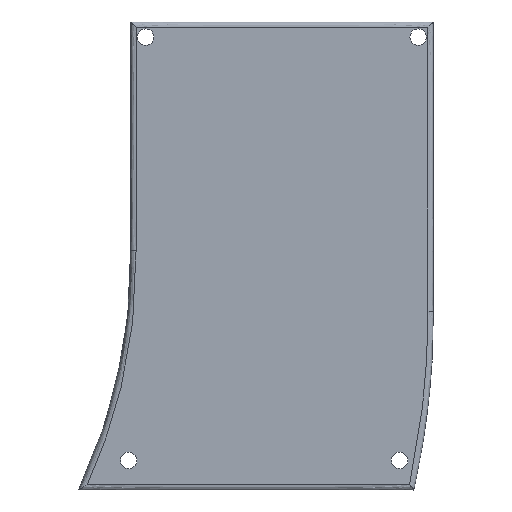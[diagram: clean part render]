
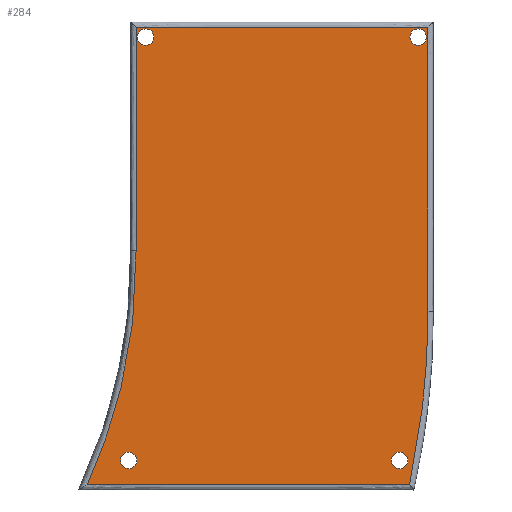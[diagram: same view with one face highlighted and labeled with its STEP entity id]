
A CAD part, front view. The second image highlights one B-rep face of the part: STEP entity #284.
In plain terms, the highlighted planar face has unit normal (0, -1, 0).
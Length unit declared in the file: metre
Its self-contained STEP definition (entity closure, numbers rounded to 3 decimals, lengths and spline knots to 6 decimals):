
#16=CIRCLE('',#316,0.0015);
#17=CIRCLE('',#317,0.0015);
#18=CIRCLE('',#318,0.0015);
#19=CIRCLE('',#319,0.0015);
#40=B_SPLINE_CURVE_WITH_KNOTS('',3,(#585,#586,#587,#588,#589,#590,#591,
#592,#593,#594,#595,#596,#597,#598,#599,#600,#601,#602,#603,#604,#605),
 .UNSPECIFIED.,.F.,.F.,(4,1,1,1,1,1,1,1,1,1,1,1,1,1,1,1,1,1,4),(0.,0.03125,
0.0625,0.09375,0.109375,0.117188,0.125,0.132813,0.140625,0.15625,0.1875,
0.21875,0.25,0.3125,0.375,0.5,0.625,0.75,1.),.UNSPECIFIED.);
#41=B_SPLINE_CURVE_WITH_KNOTS('',3,(#608,#609,#610,#611),.UNSPECIFIED.,
 .F.,.F.,(4,4),(0.,1.),.UNSPECIFIED.);
#42=B_SPLINE_CURVE_WITH_KNOTS('',3,(#613,#614,#615,#616,#617,#618,#619,
#620,#621,#622,#623,#624,#625,#626,#627,#628,#629,#630,#631,#632,#633),
 .UNSPECIFIED.,.F.,.F.,(4,1,1,1,1,1,1,1,1,1,1,1,1,1,1,1,1,1,4),(0.,0.25,
0.375,0.4375,0.5,0.5625,0.625,0.6875,0.71875,0.75,0.78125,0.8125,0.84375,
0.859375,0.875,0.890625,0.90625,0.9375,1.),.UNSPECIFIED.);
#43=B_SPLINE_CURVE_WITH_KNOTS('',3,(#635,#636,#637,#638),.UNSPECIFIED.,
 .F.,.F.,(4,4),(0.,1.),.UNSPECIFIED.);
#44=B_SPLINE_CURVE_WITH_KNOTS('',3,(#640,#641,#642,#643),.UNSPECIFIED.,
 .F.,.F.,(4,4),(0.,1.),.UNSPECIFIED.);
#45=B_SPLINE_CURVE_WITH_KNOTS('',3,(#645,#646,#647,#648),.UNSPECIFIED.,
 .F.,.F.,(4,4),(0.,1.),.UNSPECIFIED.);
#76=ORIENTED_EDGE('',*,*,#146,.T.);
#77=ORIENTED_EDGE('',*,*,#147,.T.);
#78=ORIENTED_EDGE('',*,*,#148,.T.);
#79=ORIENTED_EDGE('',*,*,#149,.T.);
#80=ORIENTED_EDGE('',*,*,#150,.T.);
#81=ORIENTED_EDGE('',*,*,#151,.T.);
#82=ORIENTED_EDGE('',*,*,#152,.F.);
#83=ORIENTED_EDGE('',*,*,#153,.F.);
#84=ORIENTED_EDGE('',*,*,#154,.F.);
#85=ORIENTED_EDGE('',*,*,#155,.F.);
#146=EDGE_CURVE('',#178,#179,#40,.T.);
#147=EDGE_CURVE('',#179,#180,#41,.T.);
#148=EDGE_CURVE('',#180,#181,#42,.T.);
#149=EDGE_CURVE('',#181,#182,#43,.T.);
#150=EDGE_CURVE('',#182,#183,#44,.T.);
#151=EDGE_CURVE('',#183,#178,#45,.T.);
#152=EDGE_CURVE('',#184,#184,#16,.T.);
#153=EDGE_CURVE('',#185,#185,#17,.T.);
#154=EDGE_CURVE('',#186,#186,#18,.T.);
#155=EDGE_CURVE('',#187,#187,#19,.T.);
#178=VERTEX_POINT('',#606);
#179=VERTEX_POINT('',#607);
#180=VERTEX_POINT('',#612);
#181=VERTEX_POINT('',#634);
#182=VERTEX_POINT('',#639);
#183=VERTEX_POINT('',#644);
#184=VERTEX_POINT('',#650);
#185=VERTEX_POINT('',#652);
#186=VERTEX_POINT('',#654);
#187=VERTEX_POINT('',#656);
#218=EDGE_LOOP('',(#76,#77,#78,#79,#80,#81));
#219=EDGE_LOOP('',(#82));
#220=EDGE_LOOP('',(#83));
#221=EDGE_LOOP('',(#84));
#222=EDGE_LOOP('',(#85));
#248=FACE_BOUND('',#218,.T.);
#249=FACE_BOUND('',#219,.T.);
#250=FACE_BOUND('',#220,.T.);
#251=FACE_BOUND('',#221,.T.);
#252=FACE_BOUND('',#222,.T.);
#276=PLANE('',#315);
#284=ADVANCED_FACE('',(#248,#249,#250,#251,#252),#276,.T.);
#315=AXIS2_PLACEMENT_3D('',#584,#349,#350);
#316=AXIS2_PLACEMENT_3D('',#649,#351,#352);
#317=AXIS2_PLACEMENT_3D('',#651,#353,#354);
#318=AXIS2_PLACEMENT_3D('',#653,#355,#356);
#319=AXIS2_PLACEMENT_3D('',#655,#357,#358);
#349=DIRECTION('',(0.,-1.,0.));
#350=DIRECTION('',(1.,0.,0.));
#351=DIRECTION('',(0.,-1.,0.));
#352=DIRECTION('',(0.,0.,-1.));
#353=DIRECTION('',(0.,-1.,0.));
#354=DIRECTION('',(0.,0.,-1.));
#355=DIRECTION('',(0.,-1.,0.));
#356=DIRECTION('',(0.,0.,-1.));
#357=DIRECTION('',(0.,-1.,0.));
#358=DIRECTION('',(0.,0.,-1.));
#584=CARTESIAN_POINT('',(-0.03416,-0.063,-0.301627));
#585=CARTESIAN_POINT('',(-0.0265,-0.063,-0.260571));
#586=CARTESIAN_POINT('',(-0.0265,-0.063,-0.26115));
#587=CARTESIAN_POINT('',(-0.026503,-0.063,-0.262247));
#588=CARTESIAN_POINT('',(-0.026514,-0.063,-0.263704));
#589=CARTESIAN_POINT('',(-0.026531,-0.063,-0.264769));
#590=CARTESIAN_POINT('',(-0.026546,-0.063,-0.265423));
#591=CARTESIAN_POINT('',(-0.026556,-0.063,-0.26579));
#592=CARTESIAN_POINT('',(-0.026562,-0.063,-0.266008));
#593=CARTESIAN_POINT('',(-0.026575,-0.063,-0.266387));
#594=CARTESIAN_POINT('',(-0.026591,-0.063,-0.266835));
#595=CARTESIAN_POINT('',(-0.026626,-0.063,-0.267644));
#596=CARTESIAN_POINT('',(-0.026687,-0.063,-0.268779));
#597=CARTESIAN_POINT('',(-0.026781,-0.063,-0.270137));
#598=CARTESIAN_POINT('',(-0.026932,-0.063,-0.271934));
#599=CARTESIAN_POINT('',(-0.02717,-0.063,-0.274147));
#600=CARTESIAN_POINT('',(-0.027663,-0.063,-0.277736));
#601=CARTESIAN_POINT('',(-0.028495,-0.063,-0.282293));
#602=CARTESIAN_POINT('',(-0.029791,-0.063,-0.287706));
#603=CARTESIAN_POINT('',(-0.031877,-0.063,-0.294701));
#604=CARTESIAN_POINT('',(-0.033855,-0.063,-0.299739));
#605=CARTESIAN_POINT('',(-0.035356,-0.063,-0.303));
#606=CARTESIAN_POINT('',(-0.0265,-0.063,-0.260571));
#607=CARTESIAN_POINT('',(-0.035356,-0.063,-0.303));
#608=CARTESIAN_POINT('',(-0.035356,-0.063,-0.303));
#609=CARTESIAN_POINT('',(-0.015848,-0.063,-0.303));
#610=CARTESIAN_POINT('',(0.00366,-0.063,-0.303));
#611=CARTESIAN_POINT('',(0.023167,-0.063,-0.303));
#612=CARTESIAN_POINT('',(0.023167,-0.063,-0.303));
#613=CARTESIAN_POINT('',(0.023167,-0.063,-0.303));
#614=CARTESIAN_POINT('',(0.023717,-0.063,-0.300449));
#615=CARTESIAN_POINT('',(0.024445,-0.063,-0.29658));
#616=CARTESIAN_POINT('',(0.025122,-0.063,-0.291996));
#617=CARTESIAN_POINT('',(0.025462,-0.063,-0.289349));
#618=CARTESIAN_POINT('',(0.025689,-0.063,-0.287374));
#619=CARTESIAN_POINT('',(0.025901,-0.063,-0.285305));
#620=CARTESIAN_POINT('',(0.026077,-0.063,-0.283316));
#621=CARTESIAN_POINT('',(0.026197,-0.063,-0.281689));
#622=CARTESIAN_POINT('',(0.026278,-0.063,-0.280404));
#623=CARTESIAN_POINT('',(0.026329,-0.063,-0.279472));
#624=CARTESIAN_POINT('',(0.026376,-0.063,-0.278472));
#625=CARTESIAN_POINT('',(0.026415,-0.063,-0.277489));
#626=CARTESIAN_POINT('',(0.026441,-0.063,-0.276657));
#627=CARTESIAN_POINT('',(0.026457,-0.063,-0.276006));
#628=CARTESIAN_POINT('',(0.026469,-0.063,-0.275477));
#629=CARTESIAN_POINT('',(0.026476,-0.063,-0.275098));
#630=CARTESIAN_POINT('',(0.026484,-0.063,-0.274502));
#631=CARTESIAN_POINT('',(0.026496,-0.063,-0.273407));
#632=CARTESIAN_POINT('',(0.0265,-0.063,-0.272322));
#633=CARTESIAN_POINT('',(0.0265,-0.063,-0.27154));
#634=CARTESIAN_POINT('',(0.0265,-0.063,-0.27154));
#635=CARTESIAN_POINT('',(0.0265,-0.063,-0.27154));
#636=CARTESIAN_POINT('',(0.0265,-0.063,-0.25436));
#637=CARTESIAN_POINT('',(0.0265,-0.063,-0.23718));
#638=CARTESIAN_POINT('',(0.0265,-0.063,-0.22));
#639=CARTESIAN_POINT('',(0.0265,-0.063,-0.22));
#640=CARTESIAN_POINT('',(0.0265,-0.063,-0.22));
#641=CARTESIAN_POINT('',(0.008833,-0.063,-0.22));
#642=CARTESIAN_POINT('',(-0.008833,-0.063,-0.22));
#643=CARTESIAN_POINT('',(-0.0265,-0.063,-0.22));
#644=CARTESIAN_POINT('',(-0.0265,-0.063,-0.22));
#645=CARTESIAN_POINT('',(-0.0265,-0.063,-0.22));
#646=CARTESIAN_POINT('',(-0.0265,-0.063,-0.233524));
#647=CARTESIAN_POINT('',(-0.0265,-0.063,-0.247047));
#648=CARTESIAN_POINT('',(-0.0265,-0.063,-0.260571));
#649=CARTESIAN_POINT('',(-0.02784,-0.063,-0.298625));
#650=CARTESIAN_POINT('',(-0.02784,-0.063,-0.300125));
#651=CARTESIAN_POINT('',(0.021361,-0.063,-0.298625));
#652=CARTESIAN_POINT('',(0.021361,-0.063,-0.300125));
#653=CARTESIAN_POINT('',(-0.02475,-0.063,-0.22175));
#654=CARTESIAN_POINT('',(-0.02475,-0.063,-0.22325));
#655=CARTESIAN_POINT('',(0.02475,-0.063,-0.22175));
#656=CARTESIAN_POINT('',(0.02475,-0.063,-0.22325));
